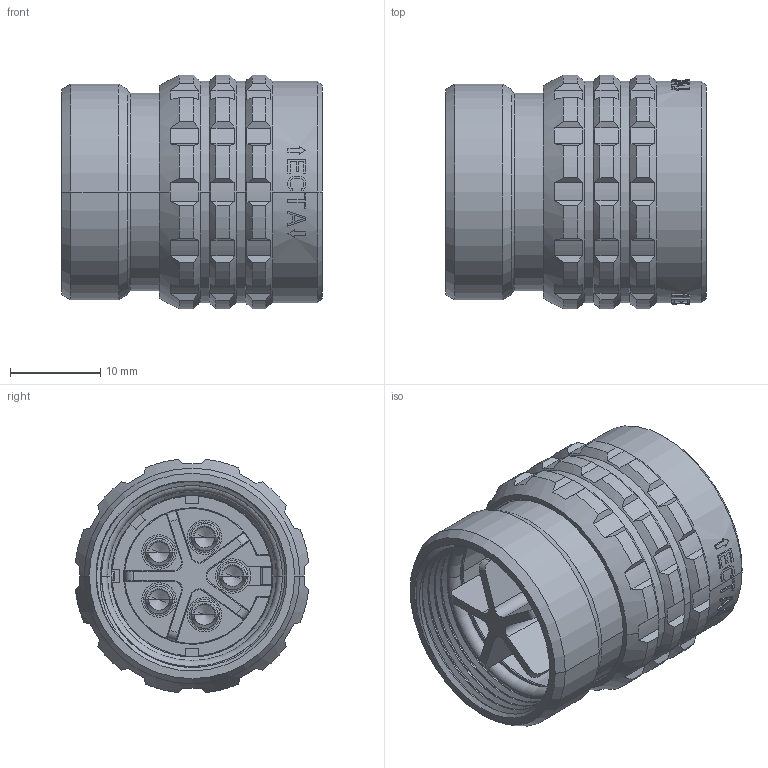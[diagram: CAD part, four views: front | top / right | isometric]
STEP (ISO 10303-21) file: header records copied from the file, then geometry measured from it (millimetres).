
FILE_DESCRIPTION((''),'2;1');
FILE_NAME('1331M205FZ','2024-07-19T10:22:04',('paultorloting'),('NET AG system integration'),'CREO PARAMETRIC BY PTC INC, 2021404','CREO PARAMETRIC BY PTC INC, 2021404','');
FILE_SCHEMA(('AUTOMOTIVE_DESIGN { 1 0 10303 214 1 1 1 1 }'));
Length unit declared in the file: millimetre
Products named in the file (1): 1331M205FZ
Bounding box: 28.8 x 25.82 x 25.82 mm (x, y, z)
Volume: 8294.4 mm3; surface area: 9013.9 mm2
Topology: 2 solids, 4 shells, 892 faces, 2407 edges, 1549 vertices
Faces by surface type: plane 429, cylinder 284, torus 85, cone 80, sphere 8, bspline 6
Entity records: 43564 total; most frequent: CARTESIAN_POINT 15367, ORIENTED_EDGE 4758, DIRECTION 4494, EDGE_CURVE 2379, AXIS2_PLACEMENT_3D 1765, VERTEX_POINT 1549, VECTOR 961, LINE 961
